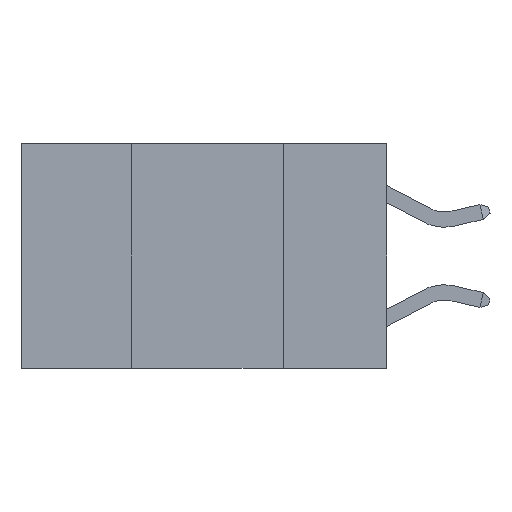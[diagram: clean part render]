
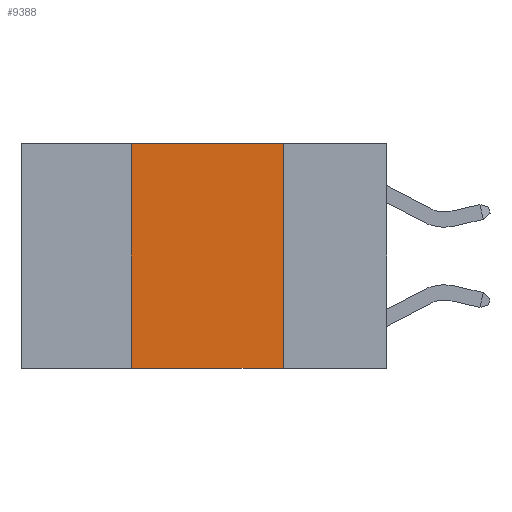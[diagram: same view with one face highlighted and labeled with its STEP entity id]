
A CAD part, left-side view. The second image highlights one B-rep face of the part: STEP entity #9388.
In plain terms, the highlighted planar face has unit normal (-1, 0, 0).
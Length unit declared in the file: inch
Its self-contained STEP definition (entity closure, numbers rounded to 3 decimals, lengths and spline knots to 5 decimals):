
#347 = CARTESIAN_POINT ( 'NONE',  ( 0., 0.42, 0. ) ) ;
#1427 = AXIS2_PLACEMENT_3D ( 'NONE', #1837, #6524, #17018 ) ;
#1671 = VECTOR ( 'NONE', #16604, 39.37008 ) ;
#1837 = CARTESIAN_POINT ( 'NONE',  ( 0., 0.6, 0. ) ) ;
#2177 = LINE ( 'NONE', #18050, #1671 ) ;
#2298 = EDGE_CURVE ( 'NONE', #7320, #6882, #2177, .T. ) ;
#3098 = CARTESIAN_POINT ( 'NONE',  ( 0., 0.42, 0. ) ) ;
#4060 = LINE ( 'NONE', #3098, #11685 ) ;
#4094 = EDGE_CURVE ( 'NONE', #10960, #15610, #18966, .T. ) ;
#4710 = ORIENTED_EDGE ( 'NONE', *, *, #5141, .F. ) ;
#5141 = EDGE_CURVE ( 'NONE', #10960, #7320, #4060, .T. ) ;
#5235 = LINE ( 'NONE', #17526, #13276 ) ;
#5666 = CARTESIAN_POINT ( 'NONE',  ( 0., 0.42, -0.37 ) ) ;
#6174 = EDGE_CURVE ( 'NONE', #6882, #15610, #5235, .T. ) ;
#6192 = DIRECTION ( 'NONE',  ( 0., 0., 1. ) ) ;
#6524 = DIRECTION ( 'NONE',  ( 1., 0., 0. ) ) ;
#6882 = VERTEX_POINT ( 'NONE', #7154 ) ;
#7154 = CARTESIAN_POINT ( 'NONE',  ( 0., 0.17, 0. ) ) ;
#7320 = VERTEX_POINT ( 'NONE', #347 ) ;
#8310 = CARTESIAN_POINT ( 'NONE',  ( 0., 0.6, -0.37 ) ) ;
#8378 = ORIENTED_EDGE ( 'NONE', *, *, #6174, .F. ) ;
#9388 = ADVANCED_FACE ( 'NONE', ( #18081 ), #18462, .F. ) ;
#9813 = DIRECTION ( 'NONE',  ( 0., -1., 0. ) ) ;
#10960 = VERTEX_POINT ( 'NONE', #5666 ) ;
#11018 = VECTOR ( 'NONE', #9813, 39.37008 ) ;
#11685 = VECTOR ( 'NONE', #6192, 39.37008 ) ;
#12581 = ORIENTED_EDGE ( 'NONE', *, *, #4094, .T. ) ;
#13276 = VECTOR ( 'NONE', #19031, 39.37008 ) ;
#14156 = EDGE_LOOP ( 'NONE', ( #8378, #15135, #4710, #12581 ) ) ;
#15135 = ORIENTED_EDGE ( 'NONE', *, *, #2298, .F. ) ;
#15610 = VERTEX_POINT ( 'NONE', #18107 ) ;
#16604 = DIRECTION ( 'NONE',  ( 0., -1., 0. ) ) ;
#17018 = DIRECTION ( 'NONE',  ( 0., 0., -1. ) ) ;
#17526 = CARTESIAN_POINT ( 'NONE',  ( 0., 0.17, 0. ) ) ;
#18050 = CARTESIAN_POINT ( 'NONE',  ( 0., 0.6, 0. ) ) ;
#18081 = FACE_OUTER_BOUND ( 'NONE', #14156, .T. ) ;
#18107 = CARTESIAN_POINT ( 'NONE',  ( 0., 0.17, -0.37 ) ) ;
#18462 = PLANE ( 'NONE',  #1427 ) ;
#18966 = LINE ( 'NONE', #8310, #11018 ) ;
#19031 = DIRECTION ( 'NONE',  ( 0., 0., -1. ) ) ;
